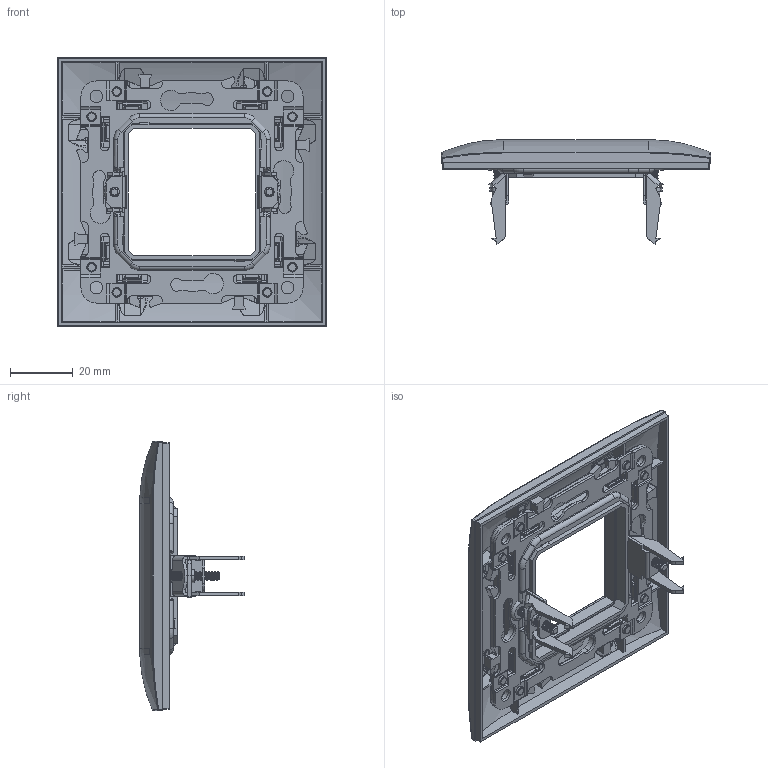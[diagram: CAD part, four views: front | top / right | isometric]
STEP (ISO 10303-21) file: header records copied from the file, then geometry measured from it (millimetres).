
FILE_DESCRIPTION (( 'STEP AP203' ), '1' );
FILE_NAME ('SK-M12 SKANDY Ðàìêà 1-ìåñò. SK-F01 IEK.stp.STEP', '2024-06-10T08:26:13', ( '' ), ( '' ), 'SwSTEP 2.0', 'SolidWorks 2022', '' );
FILE_SCHEMA (( 'CONFIG_CONTROL_DESIGN' ));
Length unit declared in the file: millimetre
Products named in the file (1): SK-M12 SKANDY Рамка 1-мест. SK-F01 IEK.stp
Bounding box: 86 x 33.41 x 86 mm (x, y, z)
Volume: 20060.3 mm3; surface area: 33803.7 mm2
Topology: 9 solids, 9 shells, 2572 faces, 7262 edges, 4682 vertices
Faces by surface type: plane 1222, cylinder 1054, bspline 150, torus 98, cone 44, sphere 4
Entity records: 118639 total; most frequent: CARTESIAN_POINT 53067, ORIENTED_EDGE 14508, DIRECTION 12826, EDGE_CURVE 7254, VERTEX_POINT 4682, VECTOR 4372, LINE 4372, AXIS2_PLACEMENT_3D 4227
